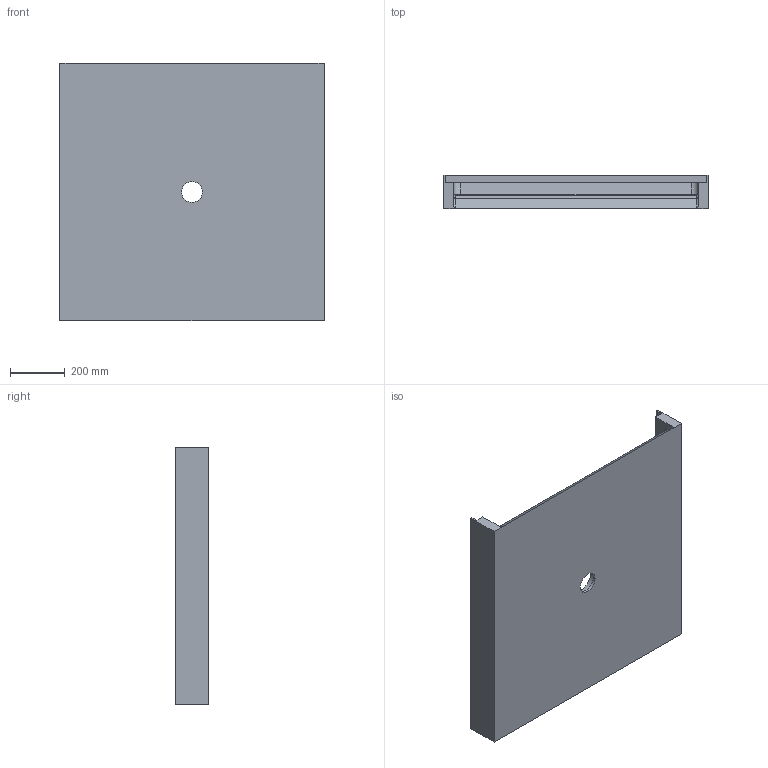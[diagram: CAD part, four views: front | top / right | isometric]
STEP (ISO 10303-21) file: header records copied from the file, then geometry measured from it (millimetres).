
FILE_DESCRIPTION(/* description */ (''),/* implementation_level */ '2;1');
FILE_NAME(/* name */ 'STS-3738.stp',/* time_stamp */ '2021-05-21T12:18:02-05:00',/* author */ ('Default'),/* organization */ (''),/* preprocessor_version */ 'ST-DEVELOPER v18.1',/* originating_system */ 'Autodesk Inventor 2022',/* authorisation */ '');
FILE_SCHEMA (('AUTOMOTIVE_DESIGN { 1 0 10303 214 3 1 1 }'));
Length unit declared in the file: inch
Products named in the file (1): STS-3738
Bounding box: 965.2 x 120.65 x 939.8 mm (x, y, z)
Volume: 42084349.9 mm3; surface area: 2382913.8 mm2
Topology: 1 solids, 1 shells, 38 faces, 92 edges, 56 vertices
Faces by surface type: plane 20, cylinder 14, torus 2, bspline 2
Full cylindrical faces by diameter (mm): 76.2 x1, 101.6 x1
Entity records: 1233 total; most frequent: CARTESIAN_POINT 269, DIRECTION 196, ORIENTED_EDGE 184, EDGE_CURVE 92, AXIS2_PLACEMENT_3D 67, LINE 62, VECTOR 62, VERTEX_POINT 56
